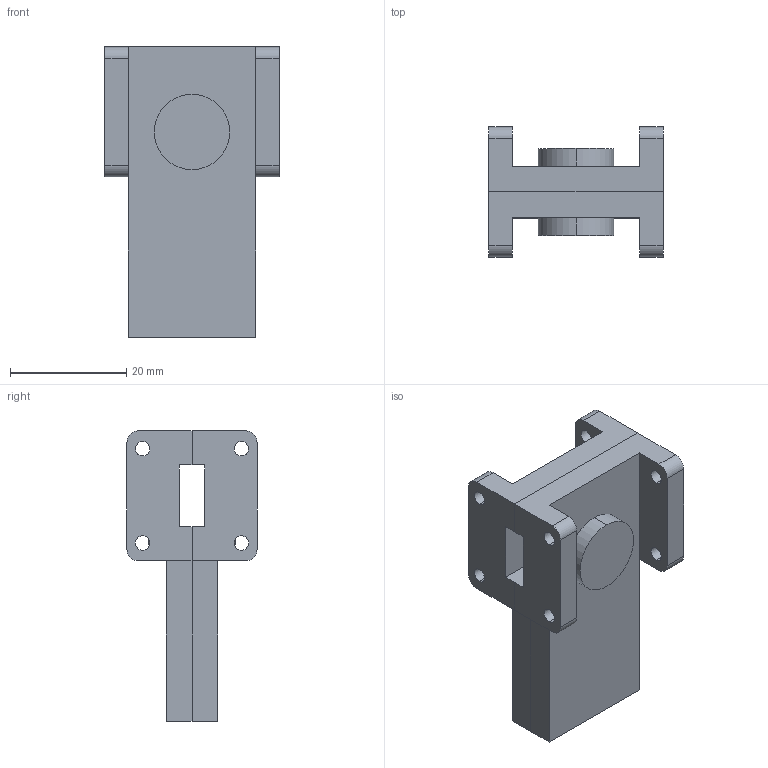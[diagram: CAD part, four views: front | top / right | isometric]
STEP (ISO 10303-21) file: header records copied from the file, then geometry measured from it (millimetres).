
FILE_DESCRIPTION (( 'STEP AP214' ), '1' );
FILE_NAME ('FM-W42IR001_3D.step', '2023-03-08T20:49:21', ( '' ), ( '' ), 'SwSTEP 2.0', 'SolidWorks 2022', '' );
FILE_SCHEMA (( 'AUTOMOTIVE_DESIGN' ));
Length unit declared in the file: inch
Products named in the file (1): FM-W42IR001_3D
Bounding box: 30 x 22.4 x 50 mm (x, y, z)
Volume: 13035.4 mm3; surface area: 6595 mm2
Topology: 1 solids, 1 shells, 60 faces, 162 edges, 104 vertices
Faces by surface type: plane 32, cylinder 28
Entity records: 2170 total; most frequent: DIRECTION 340, CARTESIAN_POINT 327, ORIENTED_EDGE 324, EDGE_CURVE 162, AXIS2_PLACEMENT_3D 117, VECTOR 106, LINE 106, VERTEX_POINT 104
